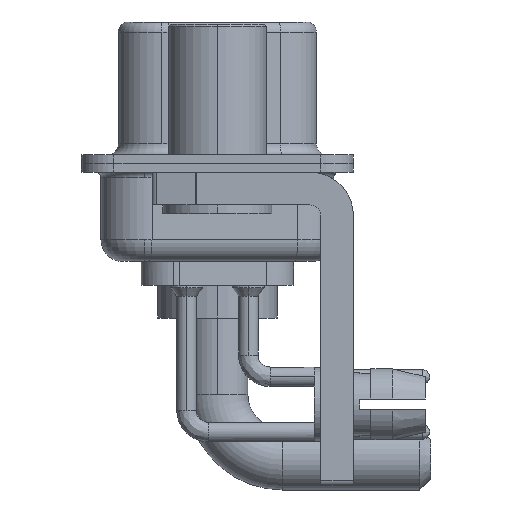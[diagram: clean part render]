
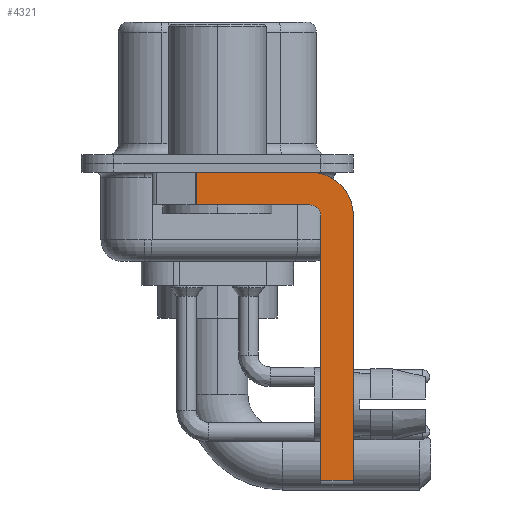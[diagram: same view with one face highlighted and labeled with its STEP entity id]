
A CAD part, left-side view. The second image highlights one B-rep face of the part: STEP entity #4321.
In plain terms, the highlighted planar face has unit normal (-1, 0, 0).
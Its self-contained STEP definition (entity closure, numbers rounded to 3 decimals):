
#418 = CARTESIAN_POINT ( 'NONE',  ( -2.9, -4.25, -2.4 ) ) ;
#927 = DIRECTION ( 'NONE',  ( 0., 1., 0. ) ) ;
#1026 = ORIENTED_EDGE ( 'NONE', *, *, #23148, .F. ) ;
#1863 = DIRECTION ( 'NONE',  ( 0., 0., 1. ) ) ;
#1873 = VECTOR ( 'NONE', #14063, 1000. ) ;
#2009 = ORIENTED_EDGE ( 'NONE', *, *, #20680, .F. ) ;
#2174 = VECTOR ( 'NONE', #1863, 1000. ) ;
#2750 = CARTESIAN_POINT ( 'NONE',  ( -2.9, -6.25, -2.4 ) ) ;
#2809 = VERTEX_POINT ( 'NONE', #21548 ) ;
#3724 = EDGE_CURVE ( 'NONE', #9313, #12982, #17177, .T. ) ;
#3838 = EDGE_LOOP ( 'NONE', ( #10057, #4244, #14842, #1026, #16432, #7948, #14504, #2009 ) ) ;
#4244 = ORIENTED_EDGE ( 'NONE', *, *, #20766, .T. ) ;
#4321 = ADVANCED_FACE ( 'NONE', ( #16667 ), #7549, .F. ) ;
#4430 = CARTESIAN_POINT ( 'NONE',  ( -2.9, -4.25, -0.4 ) ) ;
#4687 = CARTESIAN_POINT ( 'NONE',  ( -2.9, -4.25, -14.55 ) ) ;
#4764 = LINE ( 'NONE', #2750, #12765 ) ;
#5196 = CARTESIAN_POINT ( 'NONE',  ( -2.9, 0.978, -1.9 ) ) ;
#5776 = DIRECTION ( 'NONE',  ( 0., 0., -1. ) ) ;
#6213 = LINE ( 'NONE', #17118, #9484 ) ;
#6453 = VECTOR ( 'NONE', #927, 1000. ) ;
#6579 = EDGE_CURVE ( 'NONE', #8239, #2809, #7994, .T. ) ;
#7549 = PLANE ( 'NONE',  #14697 ) ;
#7743 = EDGE_CURVE ( 'NONE', #8239, #12908, #12523, .T. ) ;
#7948 = ORIENTED_EDGE ( 'NONE', *, *, #6579, .T. ) ;
#7994 = LINE ( 'NONE', #4687, #15994 ) ;
#8239 = VERTEX_POINT ( 'NONE', #13046 ) ;
#8795 = AXIS2_PLACEMENT_3D ( 'NONE', #16970, #18638, #11629 ) ;
#9313 = VERTEX_POINT ( 'NONE', #20593 ) ;
#9484 = VECTOR ( 'NONE', #13303, 1000. ) ;
#10057 = ORIENTED_EDGE ( 'NONE', *, *, #12745, .F. ) ;
#10386 = CARTESIAN_POINT ( 'NONE',  ( -2.9, 0.978, -0.4 ) ) ;
#11629 = DIRECTION ( 'NONE',  ( 0., 0., 1. ) ) ;
#11770 = CARTESIAN_POINT ( 'NONE',  ( -2.9, -4.75, -2.4 ) ) ;
#11886 = DIRECTION ( 'NONE',  ( 0., -1., 0. ) ) ;
#12507 = VERTEX_POINT ( 'NONE', #10386 ) ;
#12523 = LINE ( 'NONE', #19779, #2174 ) ;
#12745 = EDGE_CURVE ( 'NONE', #12507, #16364, #6213, .T. ) ;
#12765 = VECTOR ( 'NONE', #19094, 1000. ) ;
#12908 = VERTEX_POINT ( 'NONE', #11770 ) ;
#12982 = VERTEX_POINT ( 'NONE', #21490 ) ;
#13046 = CARTESIAN_POINT ( 'NONE',  ( -2.9, -4.75, -14.55 ) ) ;
#13303 = DIRECTION ( 'NONE',  ( 0., -1., 0. ) ) ;
#14063 = DIRECTION ( 'NONE',  ( 0., 0., -1. ) ) ;
#14504 = ORIENTED_EDGE ( 'NONE', *, *, #19473, .F. ) ;
#14697 = AXIS2_PLACEMENT_3D ( 'NONE', #418, #14765, #5776 ) ;
#14765 = DIRECTION ( 'NONE',  ( 1., 0., 0. ) ) ;
#14842 = ORIENTED_EDGE ( 'NONE', *, *, #3724, .F. ) ;
#15580 = CIRCLE ( 'NONE', #8795, 0.5 ) ;
#15994 = VECTOR ( 'NONE', #11886, 1000. ) ;
#16177 = CARTESIAN_POINT ( 'NONE',  ( -2.9, -6.25, -2.4 ) ) ;
#16364 = VERTEX_POINT ( 'NONE', #4430 ) ;
#16432 = ORIENTED_EDGE ( 'NONE', *, *, #7743, .F. ) ;
#16667 = FACE_OUTER_BOUND ( 'NONE', #3838, .T. ) ;
#16970 = CARTESIAN_POINT ( 'NONE',  ( -2.9, -4.25, -2.4 ) ) ;
#17118 = CARTESIAN_POINT ( 'NONE',  ( -2.9, 3., -0.4 ) ) ;
#17177 = LINE ( 'NONE', #18717, #6453 ) ;
#17768 = CARTESIAN_POINT ( 'NONE',  ( -2.9, -4.25, -2.4 ) ) ;
#18638 = DIRECTION ( 'NONE',  ( -1., 0., 0. ) ) ;
#18717 = CARTESIAN_POINT ( 'NONE',  ( -2.9, -4.25, -1.9 ) ) ;
#19094 = DIRECTION ( 'NONE',  ( 0., 0., -1. ) ) ;
#19298 = DIRECTION ( 'NONE',  ( 1., 0., 0. ) ) ;
#19473 = EDGE_CURVE ( 'NONE', #21307, #2809, #4764, .T. ) ;
#19667 = CIRCLE ( 'NONE', #20798, 2. ) ;
#19779 = CARTESIAN_POINT ( 'NONE',  ( -2.9, -4.75, -14.8 ) ) ;
#20593 = CARTESIAN_POINT ( 'NONE',  ( -2.9, -4.25, -1.9 ) ) ;
#20680 = EDGE_CURVE ( 'NONE', #16364, #21307, #19667, .T. ) ;
#20766 = EDGE_CURVE ( 'NONE', #12507, #12982, #23231, .T. ) ;
#20798 = AXIS2_PLACEMENT_3D ( 'NONE', #17768, #19298, #23112 ) ;
#21307 = VERTEX_POINT ( 'NONE', #16177 ) ;
#21490 = CARTESIAN_POINT ( 'NONE',  ( -2.9, 0.978, -1.9 ) ) ;
#21548 = CARTESIAN_POINT ( 'NONE',  ( -2.9, -6.25, -14.55 ) ) ;
#23112 = DIRECTION ( 'NONE',  ( 0., 0., -1. ) ) ;
#23148 = EDGE_CURVE ( 'NONE', #12908, #9313, #15580, .T. ) ;
#23231 = LINE ( 'NONE', #5196, #1873 ) ;
